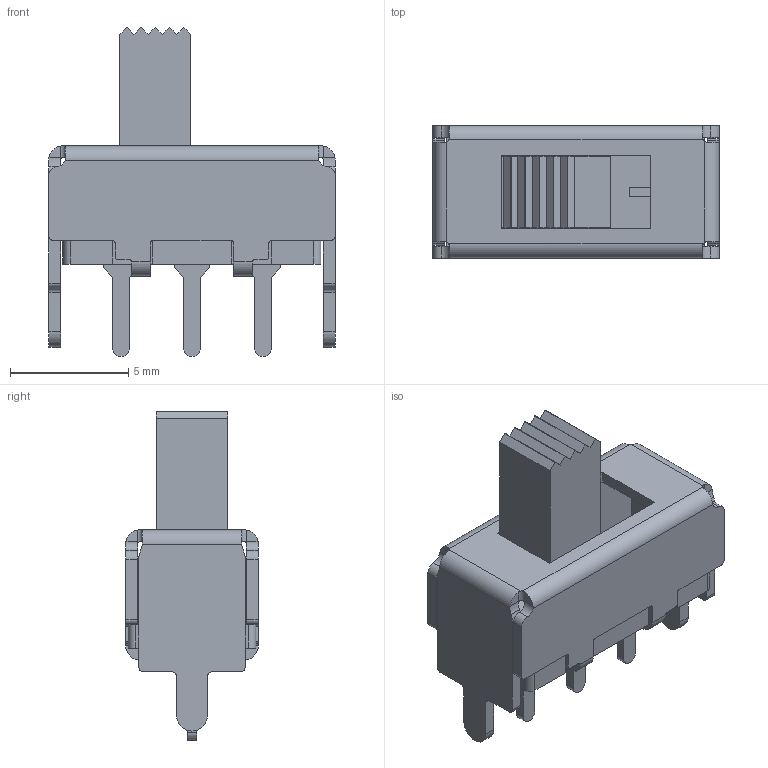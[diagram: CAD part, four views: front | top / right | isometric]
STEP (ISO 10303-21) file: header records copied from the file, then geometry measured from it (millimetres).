
FILE_DESCRIPTION (( 'STEP AP214' ), '1' );
FILE_NAME ('SW-TH_SS-12F44-G5.STEP', '2023-06-20T06:01:26', ( '' ), ( '' ), 'SwSTEP 2.0', 'SolidWorks 2020', '' );
FILE_SCHEMA (( 'AUTOMOTIVE_DESIGN' ));
Length unit declared in the file: millimetre
Products named in the file (1): SW-TH_SS-12F44-G5
Bounding box: 12.1 x 5.6 x 13.9 mm (x, y, z)
Volume: 252.7 mm3; surface area: 740.2 mm2
Topology: 2 solids, 2 shells, 451 faces, 1265 edges, 842 vertices
Faces by surface type: plane 272, bspline 98, cylinder 81
Entity records: 20124 total; most frequent: CARTESIAN_POINT 4099, ORIENTED_EDGE 2530, DIRECTION 1887, EDGE_CURVE 1265, LINE 871, VECTOR 871, VERTEX_POINT 842, AXIS2_PLACEMENT_3D 508
